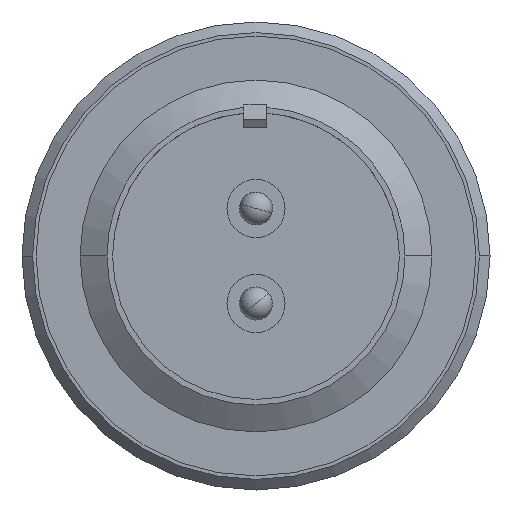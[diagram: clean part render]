
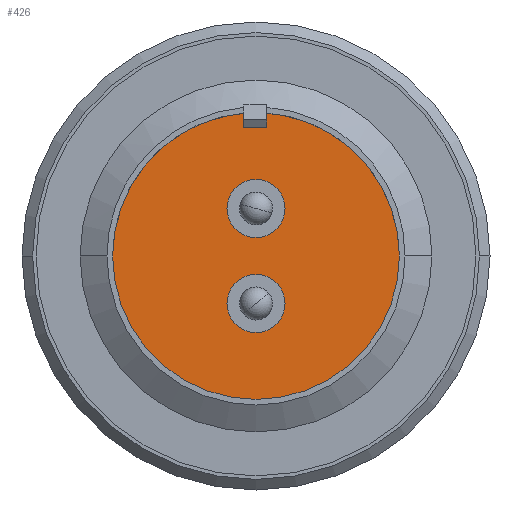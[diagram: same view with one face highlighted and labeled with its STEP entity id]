
A CAD part, front view. The second image highlights one B-rep face of the part: STEP entity #426.
In plain terms, the highlighted planar face has unit normal (0, -1, 0).
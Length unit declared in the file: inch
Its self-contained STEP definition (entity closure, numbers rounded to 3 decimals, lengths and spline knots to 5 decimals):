
#37 = CARTESIAN_POINT ( 'NONE',  ( 0., -1.748, -0.135 ) ) ;
#133 = CARTESIAN_POINT ( 'NONE',  ( -0.4075, -1.748, 0. ) ) ;
#175 = DIRECTION ( 'NONE',  ( 1., 0., 0. ) ) ;
#182 = AXIS2_PLACEMENT_3D ( 'NONE', #1972, #2317, #2266 ) ;
#210 = ORIENTED_EDGE ( 'NONE', *, *, #3238, .F. ) ;
#253 = AXIS2_PLACEMENT_3D ( 'NONE', #2701, #3593, #1800 ) ;
#364 = CARTESIAN_POINT ( 'NONE',  ( 0., -1.748, -0.2175 ) ) ;
#426 = ADVANCED_FACE ( 'NONE', ( #1998, #1040, #3534 ), #801, .T. ) ;
#515 = EDGE_LOOP ( 'NONE', ( #1525, #2993 ) ) ;
#686 = DIRECTION ( 'NONE',  ( 0., -1., 0. ) ) ;
#801 = PLANE ( 'NONE',  #3082 ) ;
#825 = VERTEX_POINT ( 'NONE', #1580 ) ;
#895 = AXIS2_PLACEMENT_3D ( 'NONE', #37, #3403, #1261 ) ;
#927 = CARTESIAN_POINT ( 'NONE',  ( 0., -1.748, 0. ) ) ;
#1040 = FACE_BOUND ( 'NONE', #515, .T. ) ;
#1187 = ORIENTED_EDGE ( 'NONE', *, *, #1205, .T. ) ;
#1205 = EDGE_CURVE ( 'NONE', #2131, #2015, #1624, .T. ) ;
#1261 = DIRECTION ( 'NONE',  ( 0., 0., -1. ) ) ;
#1475 = CIRCLE ( 'NONE', #2498, 0.0825 ) ;
#1479 = EDGE_LOOP ( 'NONE', ( #2813, #1187 ) ) ;
#1525 = ORIENTED_EDGE ( 'NONE', *, *, #3540, .F. ) ;
#1580 = CARTESIAN_POINT ( 'NONE',  ( 0., -1.748, 0.0525 ) ) ;
#1605 = CIRCLE ( 'NONE', #253, 0.0825 ) ;
#1624 = CIRCLE ( 'NONE', #2307, 0.4075 ) ;
#1662 = EDGE_CURVE ( 'NONE', #825, #1933, #1605, .T. ) ;
#1711 = DIRECTION ( 'NONE',  ( 0., -1., 0. ) ) ;
#1733 = EDGE_CURVE ( 'NONE', #2189, #3122, #1475, .T. ) ;
#1743 = CIRCLE ( 'NONE', #182, 0.0825 ) ;
#1800 = DIRECTION ( 'NONE',  ( 0., 0., 1. ) ) ;
#1933 = VERTEX_POINT ( 'NONE', #2626 ) ;
#1972 = CARTESIAN_POINT ( 'NONE',  ( 0., -1.748, 0.135 ) ) ;
#1998 = FACE_BOUND ( 'NONE', #3803, .T. ) ;
#2015 = VERTEX_POINT ( 'NONE', #133 ) ;
#2031 = ORIENTED_EDGE ( 'NONE', *, *, #1662, .F. ) ;
#2075 = CARTESIAN_POINT ( 'NONE',  ( 0.4075, -1.748, 0. ) ) ;
#2131 = VERTEX_POINT ( 'NONE', #2075 ) ;
#2146 = DIRECTION ( 'NONE',  ( 1., 0., 0. ) ) ;
#2189 = VERTEX_POINT ( 'NONE', #2691 ) ;
#2253 = DIRECTION ( 'NONE',  ( 0., -1., 0. ) ) ;
#2266 = DIRECTION ( 'NONE',  ( 0., 0., 1. ) ) ;
#2305 = CARTESIAN_POINT ( 'NONE',  ( 0., -1.748, 0. ) ) ;
#2307 = AXIS2_PLACEMENT_3D ( 'NONE', #927, #686, #2146 ) ;
#2317 = DIRECTION ( 'NONE',  ( 0., -1., 0. ) ) ;
#2498 = AXIS2_PLACEMENT_3D ( 'NONE', #3248, #2636, #3326 ) ;
#2602 = CIRCLE ( 'NONE', #895, 0.0825 ) ;
#2626 = CARTESIAN_POINT ( 'NONE',  ( 0., -1.748, 0.2175 ) ) ;
#2636 = DIRECTION ( 'NONE',  ( 0., -1., 0. ) ) ;
#2691 = CARTESIAN_POINT ( 'NONE',  ( 0., -1.748, -0.0525 ) ) ;
#2701 = CARTESIAN_POINT ( 'NONE',  ( 0., -1.748, 0.135 ) ) ;
#2813 = ORIENTED_EDGE ( 'NONE', *, *, #2846, .T. ) ;
#2846 = EDGE_CURVE ( 'NONE', #2015, #2131, #3578, .T. ) ;
#2949 = CARTESIAN_POINT ( 'NONE',  ( 0., -1.748, -0.466 ) ) ;
#2993 = ORIENTED_EDGE ( 'NONE', *, *, #1733, .F. ) ;
#3082 = AXIS2_PLACEMENT_3D ( 'NONE', #2949, #1711, #3859 ) ;
#3122 = VERTEX_POINT ( 'NONE', #364 ) ;
#3238 = EDGE_CURVE ( 'NONE', #1933, #825, #1743, .T. ) ;
#3248 = CARTESIAN_POINT ( 'NONE',  ( 0., -1.748, -0.135 ) ) ;
#3326 = DIRECTION ( 'NONE',  ( 0., 0., -1. ) ) ;
#3403 = DIRECTION ( 'NONE',  ( 0., -1., 0. ) ) ;
#3509 = AXIS2_PLACEMENT_3D ( 'NONE', #2305, #2253, #175 ) ;
#3534 = FACE_OUTER_BOUND ( 'NONE', #1479, .T. ) ;
#3540 = EDGE_CURVE ( 'NONE', #3122, #2189, #2602, .T. ) ;
#3578 = CIRCLE ( 'NONE', #3509, 0.4075 ) ;
#3593 = DIRECTION ( 'NONE',  ( 0., -1., 0. ) ) ;
#3803 = EDGE_LOOP ( 'NONE', ( #2031, #210 ) ) ;
#3859 = DIRECTION ( 'NONE',  ( -1., 0., 0. ) ) ;
